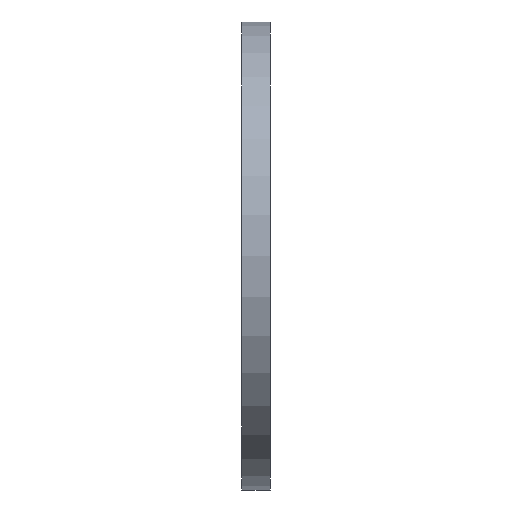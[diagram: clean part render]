
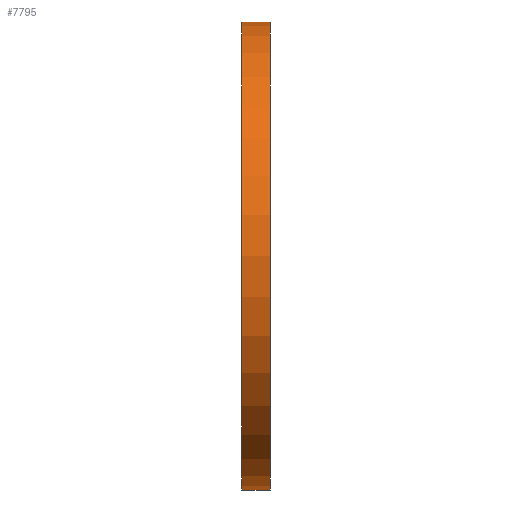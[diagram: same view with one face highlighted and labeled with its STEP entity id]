
A CAD part, left-side view. The second image highlights one B-rep face of the part: STEP entity #7795.
In plain terms, the highlighted cylindrical face has radius 50 mm (diameter 100 mm), a partial arc.
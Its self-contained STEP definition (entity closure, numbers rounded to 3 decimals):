
#14 = EDGE_LOOP ( 'NONE', ( #12379, #9720, #10363, #2798 ) ) ;
#576 = EDGE_CURVE ( 'NONE', #4314, #9549, #3578, .T. ) ;
#1015 = EDGE_CURVE ( 'NONE', #9549, #6497, #5389, .T. ) ;
#2707 = CARTESIAN_POINT ( 'NONE',  ( 0., 0., -50. ) ) ;
#2798 = ORIENTED_EDGE ( 'NONE', *, *, #5394, .T. ) ;
#2965 = VERTEX_POINT ( 'NONE', #2707 ) ;
#3534 = AXIS2_PLACEMENT_3D ( 'NONE', #10412, #10360, #9354 ) ;
#3578 = CIRCLE ( 'NONE', #8010, 50. ) ;
#3931 = DIRECTION ( 'NONE',  ( 0., 0., -1. ) ) ;
#4094 = DIRECTION ( 'NONE',  ( 0., 0., 1. ) ) ;
#4314 = VERTEX_POINT ( 'NONE', #12351 ) ;
#5366 = FACE_OUTER_BOUND ( 'NONE', #14, .T. ) ;
#5389 = LINE ( 'NONE', #13049, #12458 ) ;
#5394 = EDGE_CURVE ( 'NONE', #2965, #6497, #12137, .T. ) ;
#5599 = DIRECTION ( 'NONE',  ( 0., -1., 0. ) ) ;
#6497 = VERTEX_POINT ( 'NONE', #10906 ) ;
#7795 = ADVANCED_FACE ( 'NONE', ( #5366 ), #13420, .T. ) ;
#7973 = EDGE_CURVE ( 'NONE', #4314, #2965, #11772, .T. ) ;
#8010 = AXIS2_PLACEMENT_3D ( 'NONE', #11522, #13579, #4094 ) ;
#8386 = CARTESIAN_POINT ( 'NONE',  ( 0., 6., -50. ) ) ;
#8555 = CARTESIAN_POINT ( 'NONE',  ( 0., 6., 50. ) ) ;
#8974 = VECTOR ( 'NONE', #11546, 1000. ) ;
#9354 = DIRECTION ( 'NONE',  ( 0., 0., 1. ) ) ;
#9549 = VERTEX_POINT ( 'NONE', #8555 ) ;
#9720 = ORIENTED_EDGE ( 'NONE', *, *, #576, .F. ) ;
#10073 = CARTESIAN_POINT ( 'NONE',  ( 0., 6., 0. ) ) ;
#10360 = DIRECTION ( 'NONE',  ( 0., 1., 0. ) ) ;
#10363 = ORIENTED_EDGE ( 'NONE', *, *, #7973, .T. ) ;
#10412 = CARTESIAN_POINT ( 'NONE',  ( 0., 0., 0. ) ) ;
#10906 = CARTESIAN_POINT ( 'NONE',  ( 0., 0., 50. ) ) ;
#11522 = CARTESIAN_POINT ( 'NONE',  ( 0., 6., 0. ) ) ;
#11546 = DIRECTION ( 'NONE',  ( 0., -1., 0. ) ) ;
#11772 = LINE ( 'NONE', #8386, #8974 ) ;
#11825 = AXIS2_PLACEMENT_3D ( 'NONE', #10073, #13381, #3931 ) ;
#12137 = CIRCLE ( 'NONE', #3534, 50. ) ;
#12351 = CARTESIAN_POINT ( 'NONE',  ( 0., 6., -50. ) ) ;
#12379 = ORIENTED_EDGE ( 'NONE', *, *, #1015, .F. ) ;
#12458 = VECTOR ( 'NONE', #5599, 1000. ) ;
#13049 = CARTESIAN_POINT ( 'NONE',  ( 0., 6., 50. ) ) ;
#13381 = DIRECTION ( 'NONE',  ( 0., -1., 0. ) ) ;
#13420 = CYLINDRICAL_SURFACE ( 'NONE', #11825, 50. ) ;
#13579 = DIRECTION ( 'NONE',  ( 0., 1., 0. ) ) ;
